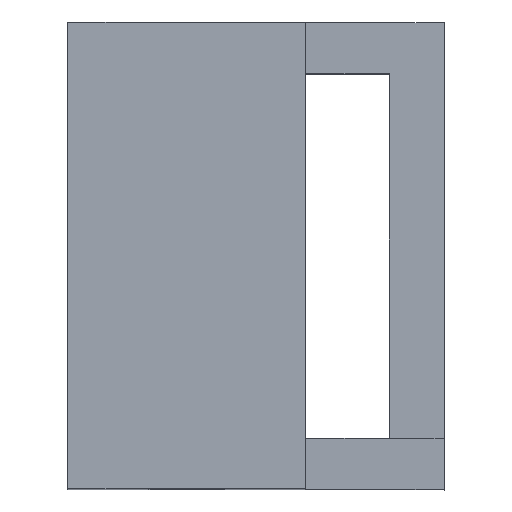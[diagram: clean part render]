
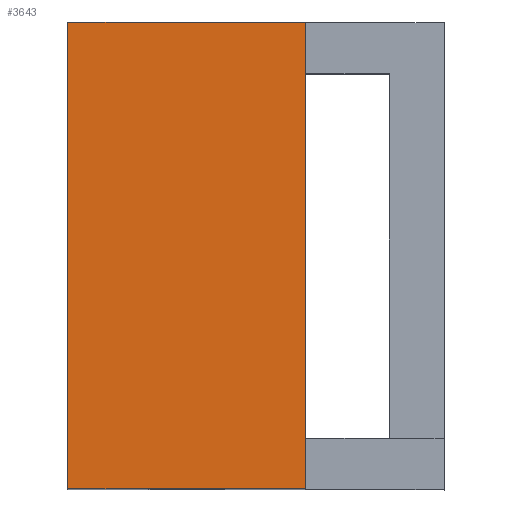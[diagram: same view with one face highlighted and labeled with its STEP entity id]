
A CAD part, top view. The second image highlights one B-rep face of the part: STEP entity #3643.
In plain terms, the highlighted face is planar.
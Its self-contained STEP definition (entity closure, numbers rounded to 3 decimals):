
#414=FACE_OUTER_BOUND('',#642,.T.);
#642=EDGE_LOOP('',(#2545,#2546,#2547,#2548));
#869=LINE('',#5320,#1204);
#901=LINE('',#5388,#1236);
#928=LINE('',#5448,#1263);
#932=LINE('',#5459,#1267);
#1204=VECTOR('',#4252,10.);
#1236=VECTOR('',#4296,10.);
#1263=VECTOR('',#4349,10.);
#1267=VECTOR('',#4359,10.);
#1539=VERTEX_POINT('',#5318);
#1540=VERTEX_POINT('',#5319);
#1570=VERTEX_POINT('',#5387);
#1590=VERTEX_POINT('',#5447);
#1883=EDGE_CURVE('',#1539,#1540,#869,.T.);
#1917=EDGE_CURVE('',#1570,#1539,#901,.T.);
#1948=EDGE_CURVE('',#1590,#1570,#928,.T.);
#1954=EDGE_CURVE('',#1540,#1590,#932,.T.);
#2545=ORIENTED_EDGE('',*,*,#1948,.F.);
#2546=ORIENTED_EDGE('',*,*,#1954,.F.);
#2547=ORIENTED_EDGE('',*,*,#1883,.F.);
#2548=ORIENTED_EDGE('',*,*,#1917,.F.);
#3536=PLANE('',#3901);
#3643=ADVANCED_FACE('',(#414),#3536,.F.);
#3901=AXIS2_PLACEMENT_3D('',#5462,#4362,#4363);
#4252=DIRECTION('',(1.,0.,0.));
#4296=DIRECTION('',(0.,0.,1.));
#4349=DIRECTION('',(-1.,0.,0.));
#4359=DIRECTION('',(0.,0.,-1.));
#4362=DIRECTION('center_axis',(0.,1.,0.));
#4363=DIRECTION('ref_axis',(0.,0.,1.));
#5318=CARTESIAN_POINT('',(-8.491,2.,57.));
#5319=CARTESIAN_POINT('',(24.109,2.,57.));
#5320=CARTESIAN_POINT('',(10.309,2.,57.));
#5387=CARTESIAN_POINT('',(-8.491,2.,-7.));
#5388=CARTESIAN_POINT('',(-8.491,2.,0.));
#5447=CARTESIAN_POINT('',(24.109,2.,-7.));
#5448=CARTESIAN_POINT('',(4.747,2.,-7.));
#5459=CARTESIAN_POINT('',(24.109,2.,-3.5));
#5462=CARTESIAN_POINT('Origin',(-3.491,2.,0.));
